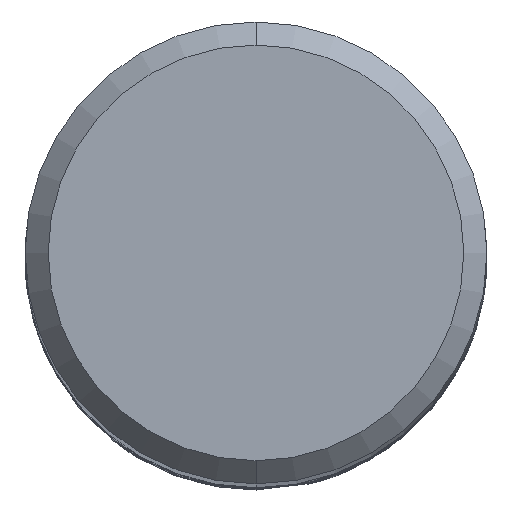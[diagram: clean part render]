
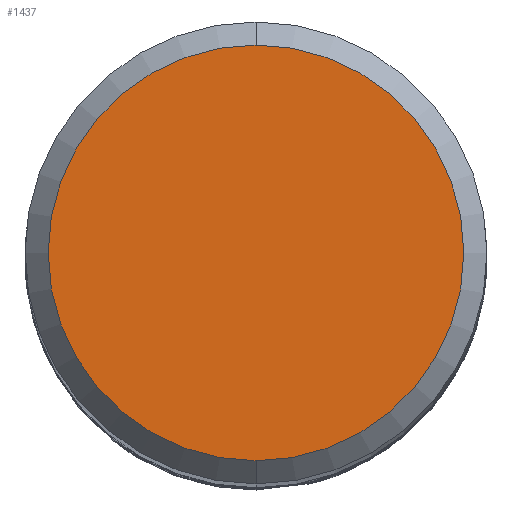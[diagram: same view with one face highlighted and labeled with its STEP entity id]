
A CAD part, top view. The second image highlights one B-rep face of the part: STEP entity #1437.
In plain terms, the highlighted planar face has unit normal (0, 0, 1).
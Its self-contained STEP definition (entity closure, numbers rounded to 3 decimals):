
#1437=ADVANCED_FACE('',(#3901),#3902,.T.);
#2001=EDGE_CURVE('',#2493,#3151,#4508,.T.);
#2493=VERTEX_POINT('',#5050);
#2755=EDGE_CURVE('',#3151,#2493,#5336,.T.);
#3151=VERTEX_POINT('',#5768);
#3901=FACE_OUTER_BOUND('',#8420,.T.);
#3902=PLANE('',#8421);
#4508=CIRCLE('',#13075,4.5);
#5050=CARTESIAN_POINT('',(0.0,4.5,0.0));
#5336=CIRCLE('',#22120,4.5);
#5768=CARTESIAN_POINT('',(0.,-4.5,0.0));
#8420=EDGE_LOOP('',(#30791,#30792));
#8421=AXIS2_PLACEMENT_3D('',#30793,#30794,#30795);
#13075=AXIS2_PLACEMENT_3D('',#31397,#31398,#31399);
#22120=AXIS2_PLACEMENT_3D('',#32266,#32267,#32268);
#30791=ORIENTED_EDGE('',*,*,#2001,.F.);
#30792=ORIENTED_EDGE('',*,*,#2755,.F.);
#30793=CARTESIAN_POINT('',(0.0,2.25,0.0));
#30794=DIRECTION('',(-0.0,0.0,1.0));
#30795=DIRECTION('',(0.0,-1.0,0.0));
#31397=CARTESIAN_POINT('',(0.0,0.0,0.0));
#31398=DIRECTION('',(0.0,0.0,-1.0));
#31399=DIRECTION('',(0.0,1.0,0.0));
#32266=CARTESIAN_POINT('',(0.0,0.0,0.0));
#32267=DIRECTION('',(0.0,0.0,-1.0));
#32268=DIRECTION('',(0.0,1.0,0.0));
